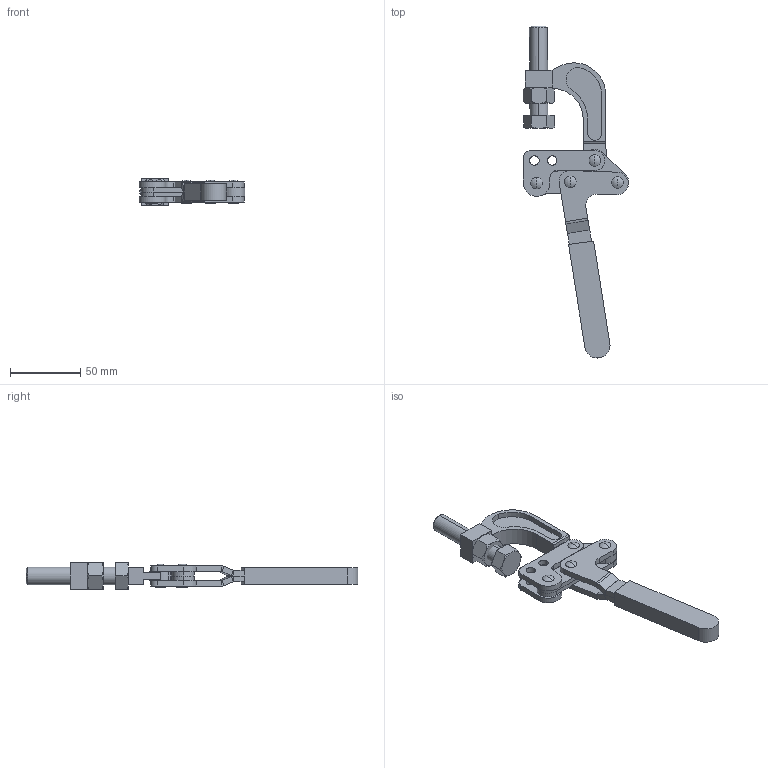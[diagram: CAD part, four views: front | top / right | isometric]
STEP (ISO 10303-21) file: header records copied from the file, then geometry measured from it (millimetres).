
FILE_DESCRIPTION (( 'STEP AP214' ), '1' );
FILE_NAME ('EMC80325.STEP', '2019-01-09T09:40:43', ( 'LinWei' ), ( '' ), 'SwSTEP 2.0', 'SolidWorks 2016', '' );
FILE_SCHEMA (( 'AUTOMOTIVE_DESIGN' ));
Length unit declared in the file: millimetre
Products named in the file (5): Group5^EMC80325; Group4^EMC80325; Group3^EMC80325; Group1^EMC80325; EMC80325
Assembly tree (4 placements, depth 2):
  EMC80325
    Group1^EMC80325
    Group3^EMC80325
    Group4^EMC80325
    Group5^EMC80325
Bounding box: 75.01 x 236.1 x 19.05 mm (x, y, z)
Volume: 40224.2 mm3; surface area: 33045.6 mm2
Topology: 3 solids, 5 shells, 247 faces, 586 edges, 367 vertices
Faces by surface type: plane 114, cylinder 87, cone 30, sphere 8, torus 8
Entity records: 8721 total; most frequent: CARTESIAN_POINT 1477, DIRECTION 1301, ORIENTED_EDGE 1172, EDGE_CURVE 586, AXIS2_PLACEMENT_3D 503, VERTEX_POINT 367, LINE 295, VECTOR 295
